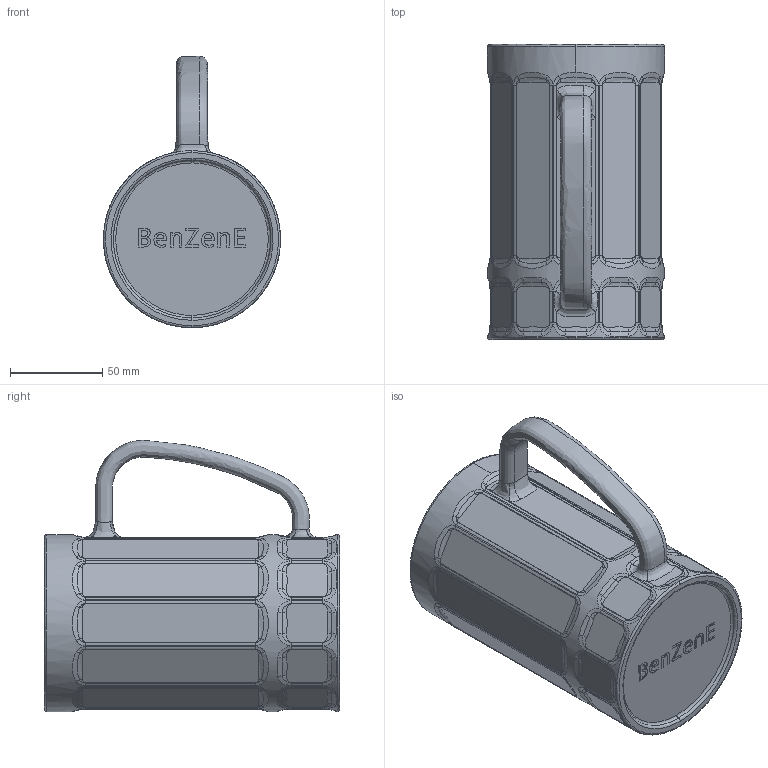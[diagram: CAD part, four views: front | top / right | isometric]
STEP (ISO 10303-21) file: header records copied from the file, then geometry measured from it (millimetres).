
FILE_DESCRIPTION(('FreeCAD Model'),'2;1');
FILE_NAME('Open CASCADE Shape Model','2025-04-30T11:34:32',('FreeCAD'),( 'FreeCAD'),'Open CASCADE STEP processor 7.6','FreeCAD','Unknown');
FILE_SCHEMA(('AUTOMOTIVE_DESIGN { 1 0 10303 214 1 1 1 1 }'));
Products named in the file (1): Open CASCADE STEP translator 7.6 1
Bounding box: 95.92 x 159.87 x 147.03 mm (x, y, z)
Volume: 291153.8 mm3; surface area: 108918 mm2
Topology: 1 solids, 1 shells, 544 faces, 1331 edges, 820 vertices
Faces by surface type: bspline 544
Entity records: 42915 total; most frequent: CARTESIAN_POINT 35369, ORIENTED_EDGE 2662, EDGE_CURVE 1331, B_SPLINE_CURVE_WITH_KNOTS 891, VERTEX_POINT 820, FACE_BOUND 577, EDGE_LOOP 577, ADVANCED_FACE 544
